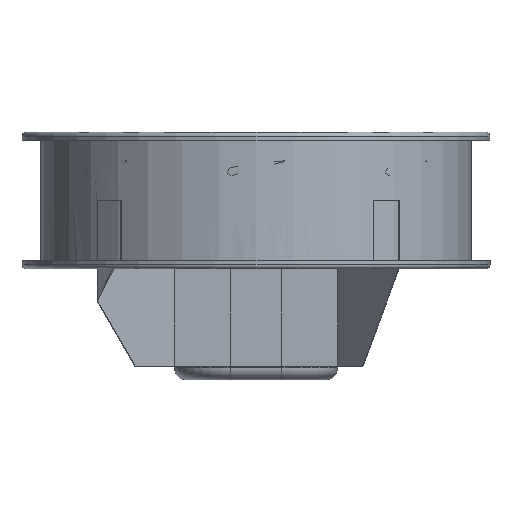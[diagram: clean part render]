
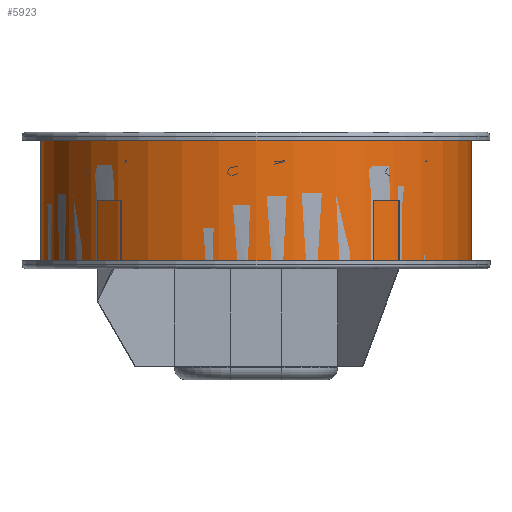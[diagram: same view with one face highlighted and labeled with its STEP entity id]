
A CAD part, front view. The second image highlights one B-rep face of the part: STEP entity #5923.
In plain terms, the highlighted cylindrical face has radius 708.7 mm (diameter 1417.4 mm), a partial arc.
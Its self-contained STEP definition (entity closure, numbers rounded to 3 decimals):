
#24 = DIRECTION ( 'NONE',  ( 0., 0., 1. ) ) ;
#33 = EDGE_CURVE ( 'NONE', #2235, #2523, #7549, .T. ) ;
#439 = CARTESIAN_POINT ( 'NONE',  ( 0., 0., -321.75 ) ) ;
#948 = DIRECTION ( 'NONE',  ( 0., 0., 1. ) ) ;
#1497 = EDGE_CURVE ( 'NONE', #8362, #1938, #7247, .T. ) ;
#1653 = CARTESIAN_POINT ( 'NONE',  ( -708.7, 0., -321.75 ) ) ;
#1938 = VERTEX_POINT ( 'NONE', #9880 ) ;
#2235 = VERTEX_POINT ( 'NONE', #3830 ) ;
#2523 = VERTEX_POINT ( 'NONE', #3315 ) ;
#2956 = CARTESIAN_POINT ( 'NONE',  ( 0., 0., 101.25 ) ) ;
#3277 = DIRECTION ( 'NONE',  ( 1., 0., 0. ) ) ;
#3315 = CARTESIAN_POINT ( 'NONE',  ( 708.7, 0., 101.25 ) ) ;
#3565 = AXIS2_PLACEMENT_3D ( 'NONE', #439, #8398, #9196 ) ;
#3615 = ORIENTED_EDGE ( 'NONE', *, *, #10366, .F. ) ;
#3797 = DIRECTION ( 'NONE',  ( 1., 0., 0. ) ) ;
#3830 = CARTESIAN_POINT ( 'NONE',  ( -708.7, 0., 101.25 ) ) ;
#4254 = ORIENTED_EDGE ( 'NONE', *, *, #5450, .T. ) ;
#4407 = AXIS2_PLACEMENT_3D ( 'NONE', #2956, #8607, #3797 ) ;
#4796 = LINE ( 'NONE', #8736, #8813 ) ;
#4972 = ORIENTED_EDGE ( 'NONE', *, *, #33, .F. ) ;
#5450 = EDGE_CURVE ( 'NONE', #1938, #2523, #4796, .T. ) ;
#5923 = ADVANCED_FACE ( 'NONE', ( #9821 ), #6043, .T. ) ;
#6043 = CYLINDRICAL_SURFACE ( 'NONE', #10247, 708.7 ) ;
#7157 = DIRECTION ( 'NONE',  ( 0., 0., 1. ) ) ;
#7247 = CIRCLE ( 'NONE', #3565, 708.7 ) ;
#7522 = EDGE_LOOP ( 'NONE', ( #3615, #9062, #4254, #4972 ) ) ;
#7549 = CIRCLE ( 'NONE', #4407, 708.7 ) ;
#7963 = CARTESIAN_POINT ( 'NONE',  ( 0., 0., 165.741 ) ) ;
#8362 = VERTEX_POINT ( 'NONE', #1653 ) ;
#8398 = DIRECTION ( 'NONE',  ( 0., 0., 1. ) ) ;
#8500 = LINE ( 'NONE', #8906, #9618 ) ;
#8607 = DIRECTION ( 'NONE',  ( 0., 0., 1. ) ) ;
#8736 = CARTESIAN_POINT ( 'NONE',  ( 708.7, 0., 165.741 ) ) ;
#8813 = VECTOR ( 'NONE', #7157, 1000. ) ;
#8906 = CARTESIAN_POINT ( 'NONE',  ( -708.7, 0., 165.741 ) ) ;
#9062 = ORIENTED_EDGE ( 'NONE', *, *, #1497, .T. ) ;
#9196 = DIRECTION ( 'NONE',  ( 1., 0., 0. ) ) ;
#9618 = VECTOR ( 'NONE', #948, 1000. ) ;
#9821 = FACE_OUTER_BOUND ( 'NONE', #7522, .T. ) ;
#9880 = CARTESIAN_POINT ( 'NONE',  ( 708.7, 0., -321.75 ) ) ;
#10247 = AXIS2_PLACEMENT_3D ( 'NONE', #7963, #24, #3277 ) ;
#10366 = EDGE_CURVE ( 'NONE', #8362, #2235, #8500, .T. ) ;
